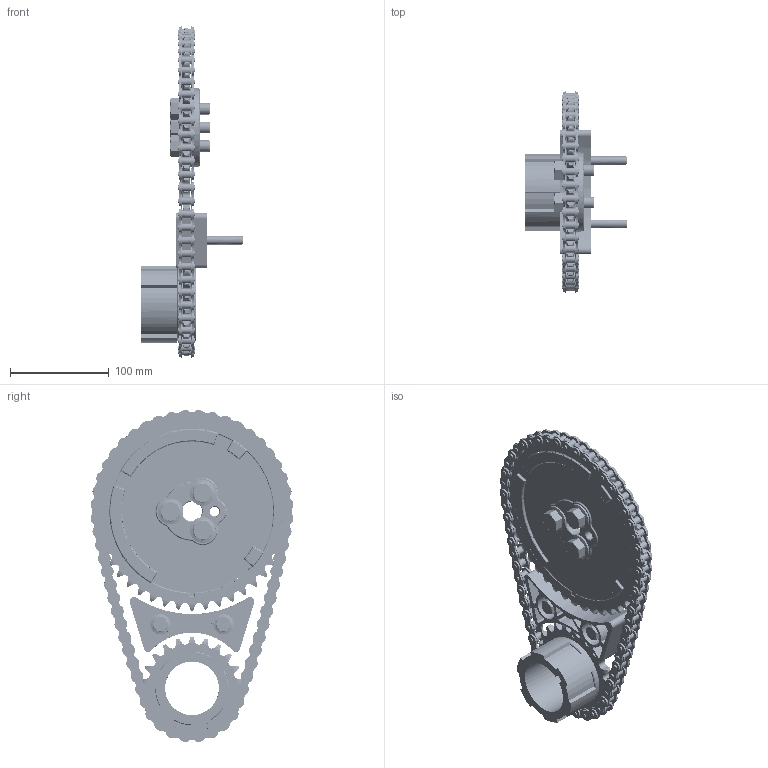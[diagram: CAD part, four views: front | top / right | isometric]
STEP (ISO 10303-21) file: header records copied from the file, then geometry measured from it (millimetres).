
FILE_DESCRIPTION(('FreeCAD Model'),'2;1');
FILE_NAME('Open CASCADE Shape Model','2025-04-17T09:53:36',('FreeCAD'),( 'FreeCAD'),'Open CASCADE STEP processor 7.6','FreeCAD','Unknown');
FILE_SCHEMA(('AUTOMOTIVE_DESIGN { 1 0 10303 214 1 1 1 1 }'));
Products named in the file (1): Open CASCADE STEP translator 7.6 1
Bounding box: 102.78 x 204.98 x 335.39 mm (x, y, z)
Surface area: 251081 mm2 (no closed solid volume)
Topology: 0 solids, 3055 shells, 3055 faces, 14666 edges, 14664 vertices
Faces by surface type: bspline 3055
Entity records: 161803 total; most frequent: CARTESIAN_POINT 93090, ORIENTED_EDGE 14666, EDGE_CURVE 14666, VERTEX_POINT 14664, B_SPLINE_CURVE_WITH_KNOTS 7327, FACE_BOUND 3703, EDGE_LOOP 3703, SHELL_BASED_SURFACE_MODEL 3055
